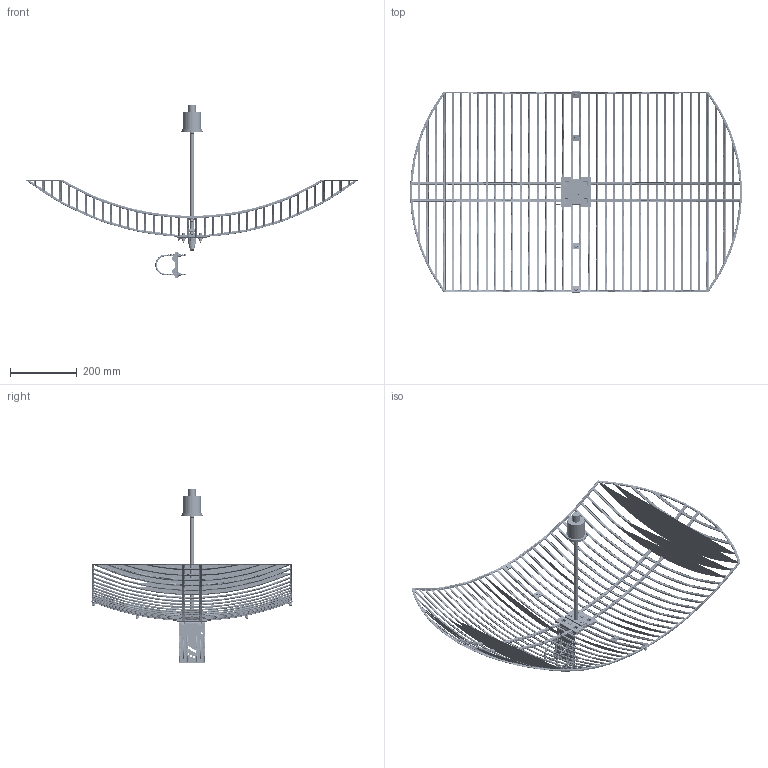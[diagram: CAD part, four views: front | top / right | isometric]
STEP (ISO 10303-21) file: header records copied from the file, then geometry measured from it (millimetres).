
FILE_DESCRIPTION (( 'STEP AP203' ), '1' );
FILE_NAME ('HG3527EG.STEP', '2011-04-01T18:37:18', ( 'x' ), ( 'Microsoft' ), 'SwSTEP 2.0', 'SolidWorks 2010', '' );
FILE_SCHEMA (( 'CONFIG_CONTROL_DESIGN' ));
Products named in the file (10): HG3527EG_F-Horn; Grid-1_hexnut; Grid-1_FlatWasher; HG3527EG; Grid-1; HG3527EG_Swivel-L-Bracket; HG3527EG_Ubolt; .25-20x.6 Bolt-hex; .25-20x1.0 Bolt-hex; Grid-1_LockWasher
Assembly tree (37 placements, depth 2):
  HG3527EG
    Grid-1_hexnut  x8
    Grid-1_FlatWasher  x8
    HG3527EG_Swivel-L-Bracket
    .25-20x1.0 Bolt-hex  x4
    .25-20x.6 Bolt-hex  x4
    Grid-1_LockWasher  x8
    Grid-1
    HG3527EG_Ubolt  x2
    HG3527EG_F-Horn
Bounding box: 992.49 x 601.41 x 521.17 mm (x, y, z)
Volume: 1017951.7 mm3; surface area: 657027.6 mm2
Topology: 74 solids, 74 shells, 4481 faces, 10012 edges, 5473 vertices
Faces by surface type: cone 2246, bspline 784, plane 763, cylinder 470, torus 218
Entity records: 91483 total; most frequent: CARTESIAN_POINT 34571, ORIENTED_EDGE 11836, DIRECTION 11429, EDGE_CURVE 5918, AXIS2_PLACEMENT_3D 4599, VERTEX_POINT 3379, EDGE_LOOP 2773, CIRCLE 2696
